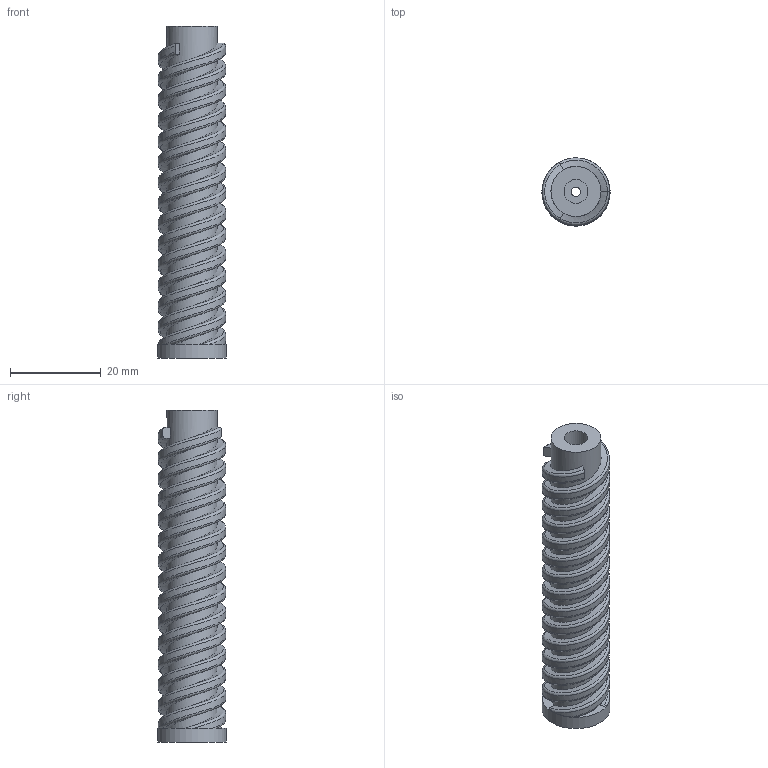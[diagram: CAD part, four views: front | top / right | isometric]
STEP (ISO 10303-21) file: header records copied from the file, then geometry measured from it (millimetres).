
FILE_DESCRIPTION(/* description */ (''),/* implementation_level */ '2;1');
FILE_NAME(/* name */ 'Lead Screw 3 Start 68mm Length 2.40 Thread 11mm Shaft.step',/* time_stamp */ '2016-12-10T22:05:30-08:00',/* author */ (''),/* organization */ (''),/* preprocessor_version */ 'ST-DEVELOPER v15.2',/* originating_system */ 'Autodesk Translator Framework v2.0.0.5431',/* authorisation */ '');
FILE_SCHEMA (('AUTOMOTIVE_DESIGN { 1 0 10303 214 3 1 1 }'));
Length unit declared in the file: centimetre
Products named in the file (1): (Unsaved)
Bounding box: 15 x 15 x 73 mm (x, y, z)
Volume: 7769.3 mm3; surface area: 6658.6 mm2
Topology: 1 solids, 1 shells, 43 faces, 114 edges, 76 vertices
Faces by surface type: cylinder 23, bspline 12, plane 8
Full cylindrical faces by diameter (mm): 2 x1, 5.25 x1, 6 x1, 11 x13, 15 x1
Entity records: 7351 total; most frequent: CARTESIAN_POINT 6779, ORIENTED_EDGE 126, DIRECTION 76, EDGE_CURVE 63, VERTEX_POINT 45, EDGE_LOOP 38, B_SPLINE_CURVE_WITH_KNOTS 36, AXIS2_PLACEMENT_3D 32
